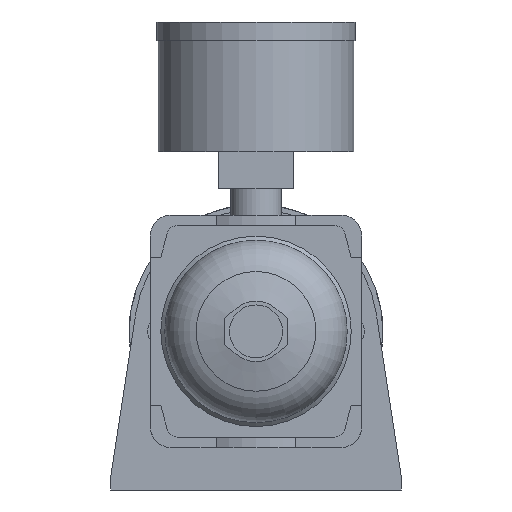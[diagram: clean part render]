
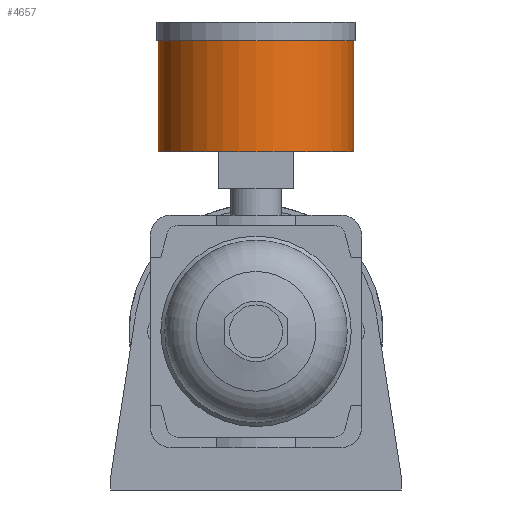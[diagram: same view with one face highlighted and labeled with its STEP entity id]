
A CAD part, front view. The second image highlights one B-rep face of the part: STEP entity #4657.
In plain terms, the highlighted cylindrical face has radius 18.5 mm (diameter 37 mm), a full revolution.
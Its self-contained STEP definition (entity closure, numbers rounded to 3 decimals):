
#155=CYLINDRICAL_SURFACE('',#5276,18.5);
#573=FACE_OUTER_BOUND('',#852,.T.);
#852=EDGE_LOOP('',(#4374,#4375,#4376,#4377));
#1051=CIRCLE('',#5275,18.5);
#1052=CIRCLE('',#5277,18.5);
#1518=LINE('',#8018,#1983);
#1983=VECTOR('',#6641,18.5);
#2416=VERTEX_POINT('',#8011);
#2418=VERTEX_POINT('',#8017);
#3070=EDGE_CURVE('',#2416,#2416,#1051,.T.);
#3073=EDGE_CURVE('',#2416,#2418,#1518,.T.);
#3074=EDGE_CURVE('',#2418,#2418,#1052,.T.);
#4374=ORIENTED_EDGE('',*,*,#3070,.T.);
#4375=ORIENTED_EDGE('',*,*,#3073,.T.);
#4376=ORIENTED_EDGE('',*,*,#3074,.F.);
#4377=ORIENTED_EDGE('',*,*,#3073,.F.);
#4657=ADVANCED_FACE('',(#573),#155,.T.);
#5275=AXIS2_PLACEMENT_3D('',#8012,#6635,#6636);
#5276=AXIS2_PLACEMENT_3D('',#8016,#6639,#6640);
#5277=AXIS2_PLACEMENT_3D('',#8019,#6642,#6643);
#6635=DIRECTION('center_axis',(0.,0.,1.));
#6636=DIRECTION('ref_axis',(1.,0.,0.));
#6639=DIRECTION('center_axis',(0.,0.,-1.));
#6640=DIRECTION('ref_axis',(1.,0.,0.));
#6641=DIRECTION('',(0.,0.,1.));
#6642=DIRECTION('center_axis',(0.,0.,1.));
#6643=DIRECTION('ref_axis',(1.,0.,0.));
#8011=CARTESIAN_POINT('',(-18.5,0.,34.));
#8012=CARTESIAN_POINT('Origin',(0.,0.,34.));
#8016=CARTESIAN_POINT('Origin',(0.,0.,57.5));
#8017=CARTESIAN_POINT('',(-18.5,0.,55.));
#8018=CARTESIAN_POINT('',(-18.5,0.,57.5));
#8019=CARTESIAN_POINT('Origin',(0.,0.,55.));
